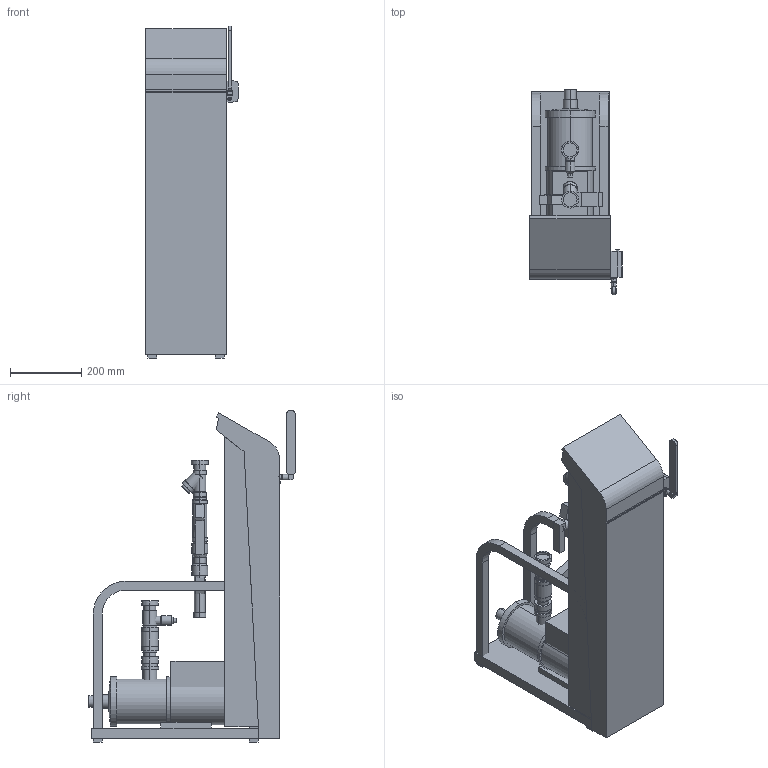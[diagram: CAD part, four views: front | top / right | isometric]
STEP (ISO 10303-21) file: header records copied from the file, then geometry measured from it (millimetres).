
FILE_DESCRIPTION (( 'STEP AP214' ), '1' );
FILE_NAME ('Sinum_M10.STEP', '2024-04-08T13:17:16', ( '' ), ( '' ), 'SwSTEP 2.0', 'SolidWorks 2021', '' );
FILE_SCHEMA (( 'AUTOMOTIVE_DESIGN' ));
Length unit declared in the file: millimetre
Products named in the file (3): Sinum_M10.dwg; Sinum_M10; 17944_flmat_mp_g4_remote_m10.dwg
Assembly tree (2 placements, depth 3):
  Sinum_M10
    Sinum_M10.dwg
      17944_flmat_mp_g4_remote_m10.dwg
Bounding box: 260.11 x 580.05 x 933.91 mm (x, y, z)
Volume: 23928225.7 mm3; surface area: 1948443.9 mm2
Topology: 15 solids, 15 shells, 370 faces, 813 edges, 520 vertices
Faces by surface type: plane 195, cylinder 124, cone 50, bspline 1
Entity records: 10568 total; most frequent: CARTESIAN_POINT 1950, DIRECTION 1841, ORIENTED_EDGE 1626, EDGE_CURVE 813, AXIS2_PLACEMENT_3D 661, VERTEX_POINT 520, LINE 519, VECTOR 519
